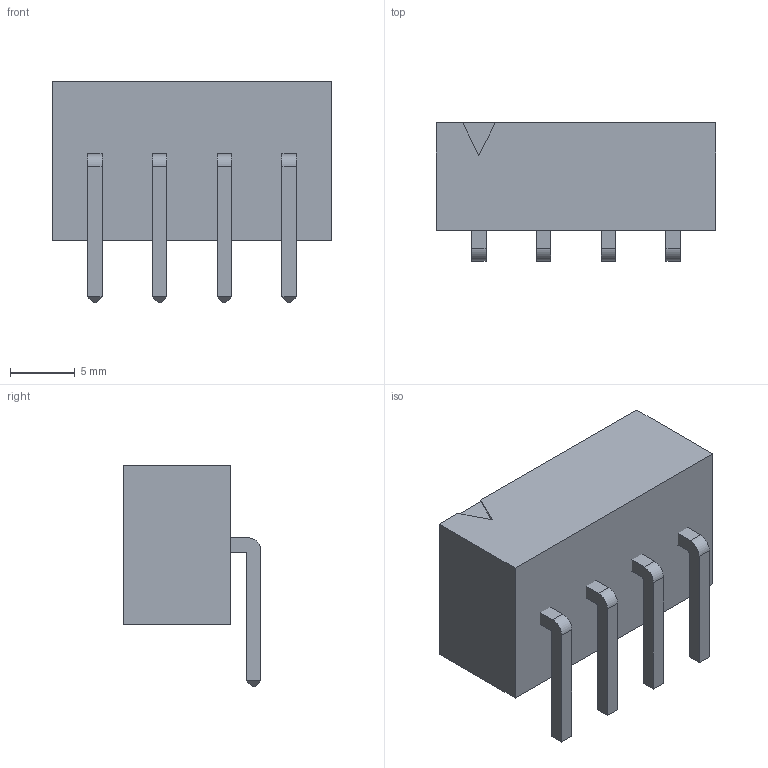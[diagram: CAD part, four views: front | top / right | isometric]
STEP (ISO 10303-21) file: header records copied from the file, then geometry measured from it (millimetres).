
FILE_DESCRIPTION(('FreeCAD Model'),'2;1');
FILE_NAME('11379059.1.1.stp','2020-05-23T05:17:15',( 'Author'),(''),'Open CASCADE STEP processor 6.9','FreeCAD','Unknown' );
FILE_SCHEMA(('AUTOMOTIVE_DESIGN { 1 0 10303 214 1 1 1 1 }'));
Length unit declared in the file: millimetre
Products named in the file (3): ASSEMBLY; Body; LeadsArray
Assembly tree (2 placements, depth 2):
  ASSEMBLY
    Body
    LeadsArray
Bounding box: 21.6 x 10.65 x 17.1 mm (x, y, z)
Volume: 1488 mm3; surface area: 1689.3 mm2
Topology: 5 solids, 5 shells, 86 faces, 193 edges, 118 vertices
Faces by surface type: plane 78, cylinder 8
Entity records: 4937 total; most frequent: CARTESIAN_POINT 834, DIRECTION 765, LINE 547, VECTOR 547, ORIENTED_EDGE 386, PCURVE 386, DEFINITIONAL_REPRESENTATION 386, EDGE_CURVE 193
